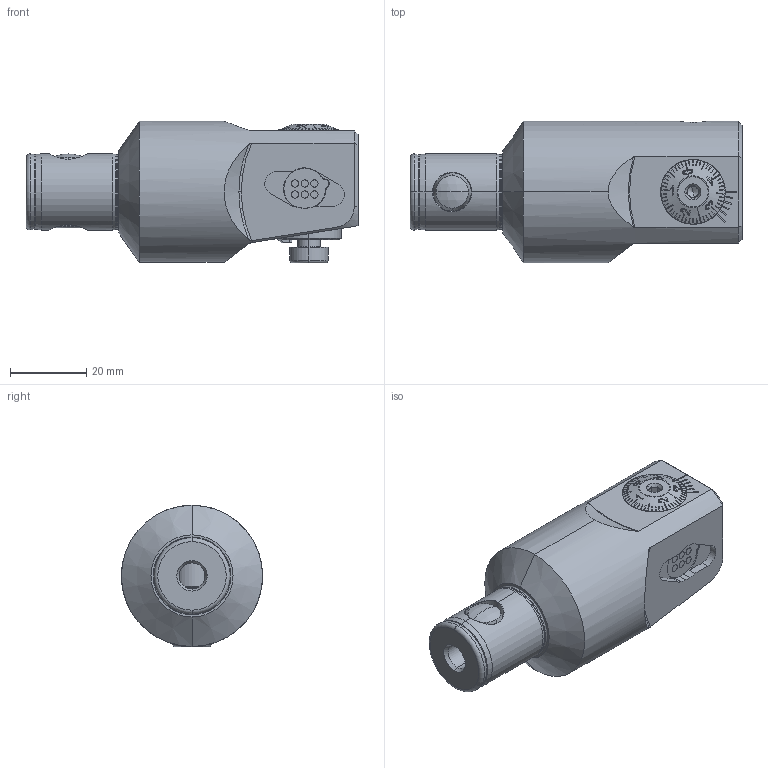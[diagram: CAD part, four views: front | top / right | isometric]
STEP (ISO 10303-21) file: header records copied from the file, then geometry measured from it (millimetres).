
FILE_DESCRIPTION (( 'STEP AP214' ), '1' );
FILE_NAME ('MD3.F32.DA4.063.STEP', '2022-12-20T10:27:40', ( '' ), ( '' ), 'SwSTEP 2.0', 'SolidWorks 2017', '' );
FILE_SCHEMA (( 'AUTOMOTIVE_DESIGN' ));
Length unit declared in the file: millimetre
Products named in the file (22): MD3-BG1.010.019; F32-BG2.017.003_A; DIN 3771 - 8x1; T7 M2.5 x 6; MD3.F32.DA4.063; DIN 3771 - 15x1.0; F32-BG1.DA4.017_Standart; MD3-ER1.010.018_A; DIN 7984 - M6 x 10; MD3-F32.DA3.063_A_Aktuell 04.2019; Klebstoff D6; MD3-ER3.006.003_A; F32-BG2.009.012_A; Fxx-MAB.xxx.xxx_A_F32x1.3; F32-BG2.014.012_A; F32-BG1.010.006_A; ISO 4026 - M6 x 8; F32-BG2.017.004_A; PEE-DA3.011.026_A; F32-BG3.006.026_A; MD3-ER2.010.013_A; F32-BG1.DA3.017_B_Aktuell 0.6.2014-Mx1.3
Assembly tree (22 placements, depth 3):
  MD3.F32.DA4.063
    MD3-F32.DA3.063_A_Aktuell 04.2019
    F32-BG1.DA4.017_Standart
      F32-BG1.DA3.017_B_Aktuell 0.6.2014-Mx1.3
      F32-BG2.014.012_A
      F32-BG2.017.003_A
      F32-BG2.017.004_A
      F32-BG2.009.012_A
      F32-BG1.010.006_A
      Fxx-MAB.xxx.xxx_A_F32x1.3
      DIN 3771 - 15x1.0
    Klebstoff D6
    T7 M2.5 x 6
    ISO 4026 - M6 x 8
    F32-BG3.006.026_A
    PEE-DA3.011.026_A
    DIN 7984 - M6 x 10
    MD3-ER3.006.003_A
    MD3-BG1.010.019
      MD3-ER2.010.013_A
      MD3-ER1.010.018_A
      DIN 3771 - 8x1  x2
Bounding box: 87.02 x 37 x 37.05 mm (x, y, z)
Volume: 62529.1 mm3; surface area: 21680.3 mm2
Topology: 20 solids, 20 shells, 939 faces, 2360 edges, 1474 vertices
Faces by surface type: plane 427, cone 208, cylinder 179, torus 84, bspline 39, sphere 2
Entity records: 37594 total; most frequent: CARTESIAN_POINT 13103, ORIENTED_EDGE 4668, DIRECTION 4321, EDGE_CURVE 2334, AXIS2_PLACEMENT_3D 1643, VERTEX_POINT 1470, VECTOR 1035, LINE 1035
